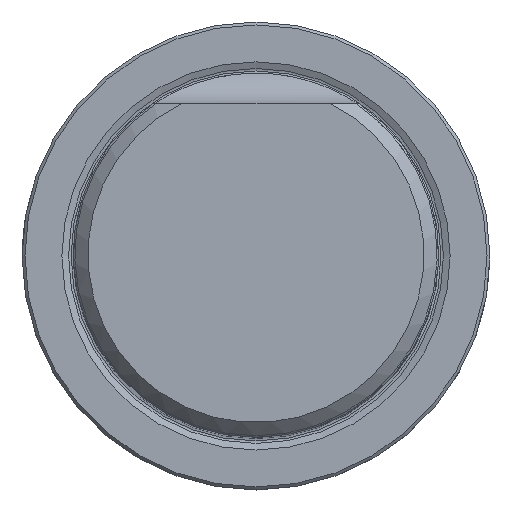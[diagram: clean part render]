
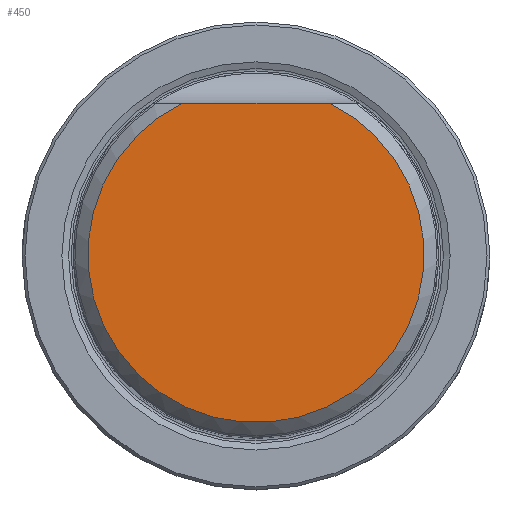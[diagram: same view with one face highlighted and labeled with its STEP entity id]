
A CAD part, top view. The second image highlights one B-rep face of the part: STEP entity #450.
In plain terms, the highlighted planar face has unit normal (0, 0, 1).
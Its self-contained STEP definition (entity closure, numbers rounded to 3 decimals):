
#236=PLANE('',#4646);
#450=ADVANCED_FACE('CU_SU_1',(#757),#236,.F.);
#757=FACE_OUTER_BOUND('',#998,.T.);
#998=EDGE_LOOP('',(#2206,#2207));
#1275=CIRCLE('',#4645,11.497);
#1404=LINE('',#7068,#1630);
#1630=VECTOR('',#5278,1.);
#2206=ORIENTED_EDGE('',*,*,#3836,.F.);
#2207=ORIENTED_EDGE('',*,*,#3837,.F.);
#3393=VERTEX_POINT('',#7066);
#3394=VERTEX_POINT('',#7067);
#3836=EDGE_CURVE('',#3393,#3394,#1275,.T.);
#3837=EDGE_CURVE('',#3394,#3393,#1404,.T.);
#4645=AXIS2_PLACEMENT_3D('',#7065,#5276,#5277);
#4646=AXIS2_PLACEMENT_3D('',#7069,#5279,#5280);
#5276=DIRECTION('',(0.,0.,-1.));
#5277=DIRECTION('',(0.,-1.,0.));
#5278=DIRECTION('',(1.,0.,0.));
#5279=DIRECTION('',(0.,0.,-1.));
#5280=DIRECTION('',(0.,-1.,0.));
#7065=CARTESIAN_POINT('',(0.,0.,56.));
#7066=CARTESIAN_POINT('',(4.999,10.353,56.));
#7067=CARTESIAN_POINT('',(-4.999,10.353,56.));
#7068=CARTESIAN_POINT('',(-12.497,10.353,56.));
#7069=CARTESIAN_POINT('',(0.,0.,56.));
